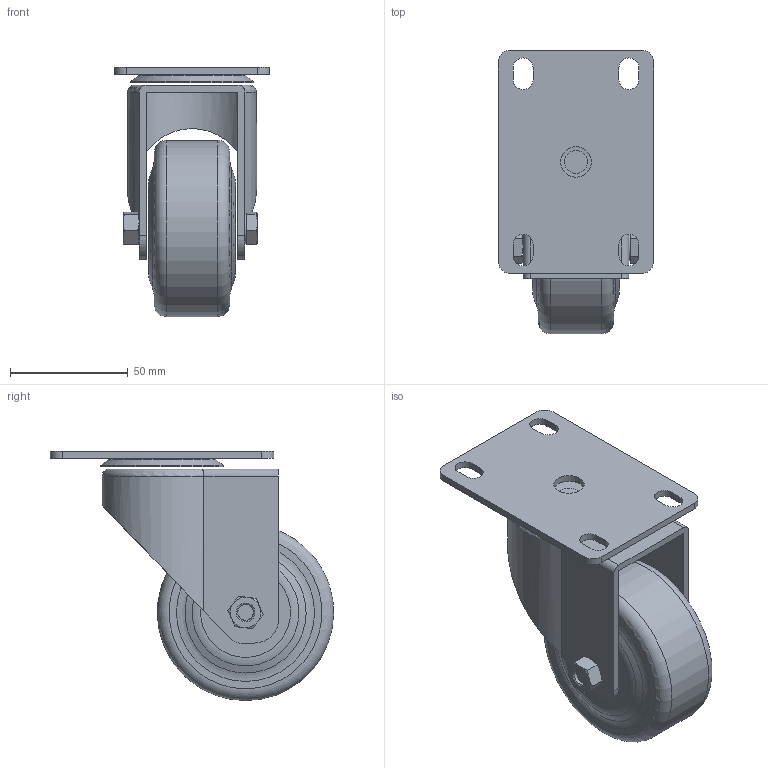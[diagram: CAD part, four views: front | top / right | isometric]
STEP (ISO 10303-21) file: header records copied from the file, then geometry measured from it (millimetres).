
FILE_DESCRIPTION(/* description */ (''),/* implementation_level */ '2;1');
FILE_NAME(/* name */ 'ECT75U.step',/* time_stamp */ '2024-04-30T11:36:08+01:00',/* author */ ('project'),/* organization */ (''),/* preprocessor_version */ 'ST-DEVELOPER v19',/* originating_system */ 'Autodesk Inventor 2023',/* authorisation */ '');
FILE_SCHEMA (('AUTOMOTIVE_DESIGN { 1 0 10303 214 3 1 1 }'));
Length unit declared in the file: metre
Products named in the file (1): ECT75U
Bounding box: 66 x 120.47 x 106 mm (x, y, z)
Surface area: 55446.9 mm2 (no closed solid volume)
Topology: 0 solids, 9 shells, 96 faces, 244 edges, 161 vertices
Faces by surface type: plane 45, cylinder 26, cone 17, torus 7, bspline 1
Full cylindrical faces by diameter (mm): 6.8 x1, 8 x1, 13 x2, 52 x1, 75 x1
Entity records: 3217 total; most frequent: CARTESIAN_POINT 704, DIRECTION 507, ORIENTED_EDGE 461, EDGE_CURVE 244, AXIS2_PLACEMENT_3D 199, VERTEX_POINT 161, EDGE_LOOP 118, LINE 109
